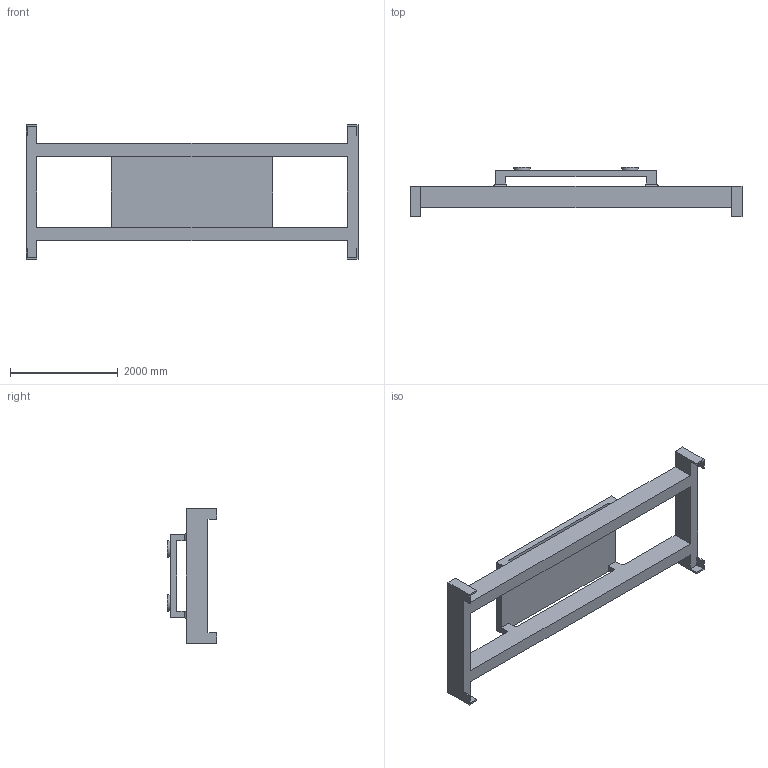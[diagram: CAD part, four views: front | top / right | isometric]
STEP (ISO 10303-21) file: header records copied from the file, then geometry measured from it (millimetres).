
FILE_DESCRIPTION(/* description */ (''),/* implementation_level */ '2;1');
FILE_NAME(/* name */ 'Spreader.stp',/* time_stamp */ '2024-05-13T11:00:32+02:00',/* author */ ('david'),/* organization */ (''),/* preprocessor_version */ 'ST-DEVELOPER v20',/* originating_system */ 'Autodesk Inventor 2025',/* authorisation */ '');
FILE_SCHEMA (('AUTOMOTIVE_DESIGN { 1 0 10303 214 3 1 1 }'));
Length unit declared in the file: millimetre
Products named in the file (1): Grua_RTG_Spreader
Bounding box: 6150 x 910 x 2500 mm (x, y, z)
Volume: 2147670481.8 mm3; surface area: 32204152.2 mm2
Topology: 1 solids, 1 shells, 64 faces, 184 edges, 120 vertices
Faces by surface type: plane 48, cylinder 16
Full cylindrical faces by diameter (mm): 300 x4
Entity records: 2127 total; most frequent: CARTESIAN_POINT 369, ORIENTED_EDGE 368, DIRECTION 338, EDGE_CURVE 184, LINE 160, VECTOR 160, VERTEX_POINT 120, AXIS2_PLACEMENT_3D 89
